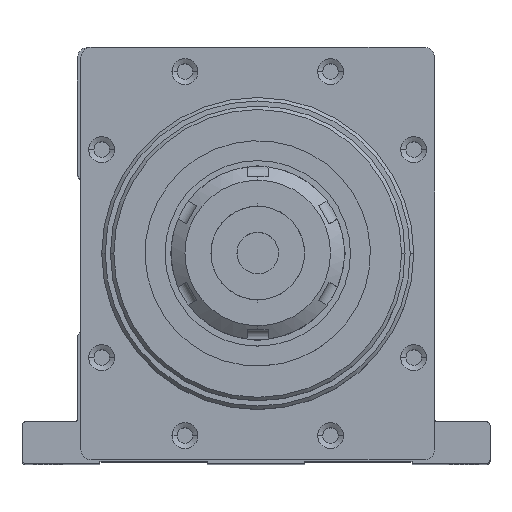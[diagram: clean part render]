
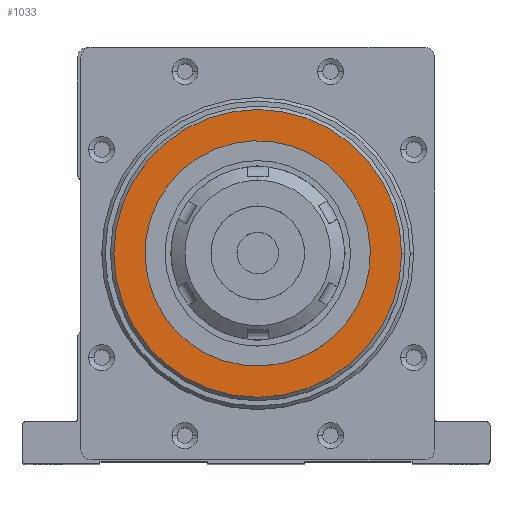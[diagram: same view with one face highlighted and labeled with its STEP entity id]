
A CAD part, top view. The second image highlights one B-rep face of the part: STEP entity #1033.
In plain terms, the highlighted planar face has unit normal (0, 0, 1).
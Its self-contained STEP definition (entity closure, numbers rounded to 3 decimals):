
#523 = AXIS2_PLACEMENT_3D ( 'NONE', #566, #1366, #6612 ) ;
#566 = CARTESIAN_POINT ( 'NONE',  ( 0., 0., 48. ) ) ;
#583 = CIRCLE ( 'NONE', #6378, 41.5 ) ;
#1033 = ADVANCED_FACE ( 'NONE', ( #2278 ), #7436, .T. ) ;
#1268 = CIRCLE ( 'NONE', #2177, 41.5 ) ;
#1366 = DIRECTION ( 'NONE',  ( 0., 0., 1. ) ) ;
#1506 = VERTEX_POINT ( 'NONE', #8365 ) ;
#1958 = EDGE_CURVE ( 'NONE', #8410, #1506, #1268, .T. ) ;
#2177 = AXIS2_PLACEMENT_3D ( 'NONE', #3560, #3940, #5516 ) ;
#2278 = FACE_OUTER_BOUND ( 'NONE', #2760, .T. ) ;
#2468 = ORIENTED_EDGE ( 'NONE', *, *, #4701, .T. ) ;
#2664 = CARTESIAN_POINT ( 'NONE',  ( 41.5, 0., 48. ) ) ;
#2760 = EDGE_LOOP ( 'NONE', ( #2468, #6783 ) ) ;
#3352 = DIRECTION ( 'NONE',  ( 0., 0., 1. ) ) ;
#3560 = CARTESIAN_POINT ( 'NONE',  ( 0., 0., 48. ) ) ;
#3940 = DIRECTION ( 'NONE',  ( 0., 0., 1. ) ) ;
#4701 = EDGE_CURVE ( 'NONE', #1506, #8410, #583, .T. ) ;
#4802 = DIRECTION ( 'NONE',  ( 1., 0., 0. ) ) ;
#5516 = DIRECTION ( 'NONE',  ( 1., 0., 0. ) ) ;
#6378 = AXIS2_PLACEMENT_3D ( 'NONE', #6400, #3352, #4802 ) ;
#6400 = CARTESIAN_POINT ( 'NONE',  ( 0., 0., 48. ) ) ;
#6612 = DIRECTION ( 'NONE',  ( 1., 0., 0. ) ) ;
#6783 = ORIENTED_EDGE ( 'NONE', *, *, #1958, .T. ) ;
#7436 = PLANE ( 'NONE',  #523 ) ;
#8365 = CARTESIAN_POINT ( 'NONE',  ( -41.5, 0., 48. ) ) ;
#8410 = VERTEX_POINT ( 'NONE', #2664 ) ;
